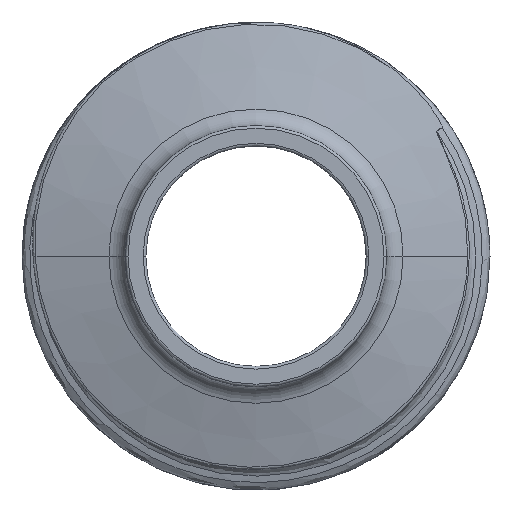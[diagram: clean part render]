
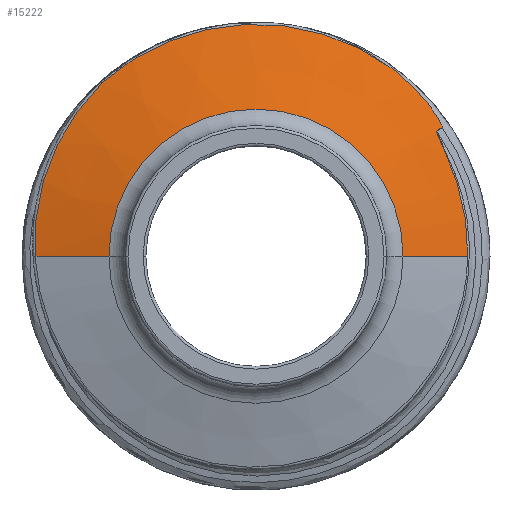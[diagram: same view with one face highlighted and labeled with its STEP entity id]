
A CAD part, left-side view. The second image highlights one B-rep face of the part: STEP entity #15222.
In plain terms, the highlighted conical face has half-angle 75 degrees and reference radius 17 mm.
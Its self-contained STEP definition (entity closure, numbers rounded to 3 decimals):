
#254 = VERTEX_POINT ( 'NONE', #569 ) ;
#569 = CARTESIAN_POINT ( 'NONE',  ( -12.04, -9.957, 13.596 ) ) ;
#590 = CARTESIAN_POINT ( 'NONE',  ( -12.08, -12.598, 10.974 ) ) ;
#651 = CARTESIAN_POINT ( 'NONE',  ( -12.057, 12.022, 11.729 ) ) ;
#656 = CARTESIAN_POINT ( 'NONE',  ( -12.13, -13.503, 9.507 ) ) ;
#710 = CARTESIAN_POINT ( 'NONE',  ( -12.11, -13.31, 9.902 ) ) ;
#768 = CARTESIAN_POINT ( 'NONE',  ( -12.142, -13.531, 9.393 ) ) ;
#1260 = CARTESIAN_POINT ( 'NONE',  ( -13.692, 0., 0. ) ) ;
#1767 = CARTESIAN_POINT ( 'NONE',  ( -13.692, -10.686, 0. ) ) ;
#1991 = DIRECTION ( 'NONE',  ( 1., 0., 0. ) ) ;
#2083 = CARTESIAN_POINT ( 'NONE',  ( -12.122, -13.446, 9.642 ) ) ;
#2480 = CARTESIAN_POINT ( 'NONE',  ( -12.322, -13.324, 8.488 ) ) ;
#3239 = DIRECTION ( 'NONE',  ( 0., 1., 0. ) ) ;
#3319 = CARTESIAN_POINT ( 'NONE',  ( -12.132, -13.513, 9.479 ) ) ;
#3494 = CARTESIAN_POINT ( 'NONE',  ( -12.04, 11.22, 12.573 ) ) ;
#3497 = CARTESIAN_POINT ( 'NONE',  ( -12.114, -13.367, 9.799 ) ) ;
#3612 = CARTESIAN_POINT ( 'NONE',  ( -12.163, 15.378, 5.71 ) ) ;
#3672 = CARTESIAN_POINT ( 'NONE',  ( -12., 17., 0. ) ) ;
#3699 = CARTESIAN_POINT ( 'NONE',  ( -12.373, -14.218, 6.494 ) ) ;
#3730 = VECTOR ( 'NONE', #11768, 1000. ) ;
#3879 = CARTESIAN_POINT ( 'NONE',  ( -12.04, 0., 0. ) ) ;
#4119 = VERTEX_POINT ( 'NONE', #4622 ) ;
#4358 = ORIENTED_EDGE ( 'NONE', *, *, #14440, .T. ) ;
#4622 = CARTESIAN_POINT ( 'NONE',  ( -12.253, 16.057, 0. ) ) ;
#4669 = CARTESIAN_POINT ( 'NONE',  ( -12.055, -11.379, 12.388 ) ) ;
#4747 = CARTESIAN_POINT ( 'NONE',  ( -12.433, -15.384, 0. ) ) ;
#4786 = CARTESIAN_POINT ( 'NONE',  ( -12.19, 15.799, 4.018 ) ) ;
#4845 = CARTESIAN_POINT ( 'NONE',  ( -12.11, 14.049, 8.896 ) ) ;
#4905 = CARTESIAN_POINT ( 'NONE',  ( -12.217, 16.066, 2.311 ) ) ;
#5002 = CARTESIAN_POINT ( 'NONE',  ( -12.275, -13.132, 9.095 ) ) ;
#5062 = CARTESIAN_POINT ( 'NONE',  ( -12.289, -13.118, 9.021 ) ) ;
#5324 = DIRECTION ( 'NONE',  ( 0., 1., 0. ) ) ;
#5332 = B_SPLINE_CURVE_WITH_KNOTS ( 'NONE', 3,
 ( #11310, #8774, #768, #11422, #7549, #3319, #656, #8828, #2083, #3497, #710, #12597, #8652, #590, #8891, #4669, #14006, #12644 ),
 .UNSPECIFIED., .F., .F.,
 ( 4, 2, 2, 2, 2, 2, 2, 2, 4 ),
 ( 0., 0., 0., 0., 0., 0.001, 0.001, 0.003, 0.006 ),
 .UNSPECIFIED. ) ;
#5354 = CARTESIAN_POINT ( 'NONE',  ( -12.147, -13.526, 9.365 ) ) ;
#5987 = CIRCLE ( 'NONE', #14260, 10.686 ) ;
#6028 = CARTESIAN_POINT ( 'NONE',  ( -13.692, 10.686, 0. ) ) ;
#6106 = CARTESIAN_POINT ( 'NONE',  ( -12.075, 12.754, 10.827 ) ) ;
#6281 = CARTESIAN_POINT ( 'NONE',  ( -12.253, 16.057, 0. ) ) ;
#6424 = CARTESIAN_POINT ( 'NONE',  ( -12.271, -13.144, 9.101 ) ) ;
#6760 = ORIENTED_EDGE ( 'NONE', *, *, #11701, .T. ) ;
#7120 = DIRECTION ( 'NONE',  ( 0.259, -0.966, 0. ) ) ;
#7426 = CARTESIAN_POINT ( 'NONE',  ( -12.084, 13.099, 10.354 ) ) ;
#7545 = CARTESIAN_POINT ( 'NONE',  ( -12.049, 11.633, 12.161 ) ) ;
#7549 = CARTESIAN_POINT ( 'NONE',  ( -12.136, -13.524, 9.437 ) ) ;
#7653 = ORIENTED_EDGE ( 'NONE', *, *, #10619, .F. ) ;
#7696 = CARTESIAN_POINT ( 'NONE',  ( -12.147, -13.526, 9.365 ) ) ;
#7847 = DIRECTION ( 'NONE',  ( 1., 0., 0. ) ) ;
#7912 = B_SPLINE_CURVE_WITH_KNOTS ( 'NONE', 3,
 ( #3494, #7545, #651, #6106, #7426, #4845, #14241, #8886, #3612, #16760, #4786, #4905, #15513, #6281 ),
 .UNSPECIFIED., .F., .F.,
 ( 4, 2, 2, 2, 2, 2, 4 ),
 ( 0., 0.002, 0.003, 0.007, 0.009, 0.01, 0.014 ),
 .UNSPECIFIED. ) ;
#8348 = LINE ( 'NONE', #3672, #3730 ) ;
#8559 = VERTEX_POINT ( 'NONE', #16449 ) ;
#8652 = CARTESIAN_POINT ( 'NONE',  ( -12.094, -13.002, 10.4 ) ) ;
#8774 = CARTESIAN_POINT ( 'NONE',  ( -12.144, -13.532, 9.377 ) ) ;
#8828 = CARTESIAN_POINT ( 'NONE',  ( -12.125, -13.47, 9.589 ) ) ;
#8886 = CARTESIAN_POINT ( 'NONE',  ( -12.154, 15.198, 6.261 ) ) ;
#8891 = CARTESIAN_POINT ( 'NONE',  ( -12.073, -12.305, 11.341 ) ) ;
#8980 = CARTESIAN_POINT ( 'NONE',  ( -12.214, -13.319, 9.222 ) ) ;
#9029 = ORIENTED_EDGE ( 'NONE', *, *, #10422, .T. ) ;
#9039 = CARTESIAN_POINT ( 'NONE',  ( -12.304, -13.157, 8.87 ) ) ;
#9203 = CARTESIAN_POINT ( 'NONE',  ( -12.292, -13.124, 8.995 ) ) ;
#9428 = ORIENTED_EDGE ( 'NONE', *, *, #11496, .T. ) ;
#9953 = EDGE_CURVE ( 'NONE', #10967, #10015, #11677, .T. ) ;
#10015 = VERTEX_POINT ( 'NONE', #4747 ) ;
#10306 = CARTESIAN_POINT ( 'NONE',  ( -12.281, -13.119, 9.073 ) ) ;
#10369 = AXIS2_PLACEMENT_3D ( 'NONE', #3879, #14403, #11857 ) ;
#10422 = EDGE_CURVE ( 'NONE', #14883, #254, #5332, .T. ) ;
#10537 = CARTESIAN_POINT ( 'NONE',  ( -12.349, -13.722, 7.639 ) ) ;
#10619 = EDGE_CURVE ( 'NONE', #10841, #4119, #8348, .T. ) ;
#10841 = VERTEX_POINT ( 'NONE', #6028 ) ;
#10967 = VERTEX_POINT ( 'NONE', #1767 ) ;
#11012 = AXIS2_PLACEMENT_3D ( 'NONE', #12662, #1991, #3239 ) ;
#11140 = CONICAL_SURFACE ( 'NONE', #11012, 17., 1.309 ) ;
#11300 = EDGE_CURVE ( 'NONE', #254, #8559, #16271, .T. ) ;
#11310 = CARTESIAN_POINT ( 'NONE',  ( -12.147, -13.526, 9.365 ) ) ;
#11422 = CARTESIAN_POINT ( 'NONE',  ( -12.138, -13.527, 9.422 ) ) ;
#11496 = EDGE_CURVE ( 'NONE', #8559, #4119, #7912, .T. ) ;
#11677 = LINE ( 'NONE', #13850, #11879 ) ;
#11679 = CARTESIAN_POINT ( 'NONE',  ( -12.34, -13.543, 8.015 ) ) ;
#11701 = EDGE_CURVE ( 'NONE', #10015, #14883, #17162, .T. ) ;
#11768 = DIRECTION ( 'NONE',  ( 0.259, 0.966, 0. ) ) ;
#11852 = CARTESIAN_POINT ( 'NONE',  ( -12.41, -15.136, 3.3 ) ) ;
#11857 = DIRECTION ( 'NONE',  ( 0., -1., 0. ) ) ;
#11879 = VECTOR ( 'NONE', #7120, 1000. ) ;
#12597 = CARTESIAN_POINT ( 'NONE',  ( -12.1, -13.131, 10.204 ) ) ;
#12644 = CARTESIAN_POINT ( 'NONE',  ( -12.04, -9.957, 13.596 ) ) ;
#12662 = CARTESIAN_POINT ( 'NONE',  ( -12., 0., 0. ) ) ;
#12970 = CARTESIAN_POINT ( 'NONE',  ( -12.384, -14.505, 5.716 ) ) ;
#13030 = CARTESIAN_POINT ( 'NONE',  ( -12.318, -13.281, 8.583 ) ) ;
#13506 = ORIENTED_EDGE ( 'NONE', *, *, #9953, .T. ) ;
#13850 = CARTESIAN_POINT ( 'NONE',  ( -12., -17., 0. ) ) ;
#14006 = CARTESIAN_POINT ( 'NONE',  ( -12.047, -10.697, 13.021 ) ) ;
#14241 = CARTESIAN_POINT ( 'NONE',  ( -12.127, 14.575, 7.873 ) ) ;
#14260 = AXIS2_PLACEMENT_3D ( 'NONE', #1260, #7847, #5324 ) ;
#14273 = CARTESIAN_POINT ( 'NONE',  ( -12.174, -13.443, 9.307 ) ) ;
#14398 = CARTESIAN_POINT ( 'NONE',  ( -12.283, -13.118, 9.06 ) ) ;
#14403 = DIRECTION ( 'NONE',  ( -1., 0., 0. ) ) ;
#14440 = EDGE_CURVE ( 'NONE', #10841, #10967, #5987, .T. ) ;
#14505 = CARTESIAN_POINT ( 'NONE',  ( -12.428, -15.401, 0.83 ) ) ;
#14883 = VERTEX_POINT ( 'NONE', #5354 ) ;
#15222 = ADVANCED_FACE ( 'NONE', ( #15319 ), #11140, .T. ) ;
#15319 = FACE_OUTER_BOUND ( 'NONE', #15434, .T. ) ;
#15434 = EDGE_LOOP ( 'NONE', ( #4358, #13506, #6760, #9029, #16704, #9428, #7653 ) ) ;
#15513 = CARTESIAN_POINT ( 'NONE',  ( -12.235, 16.124, 1.162 ) ) ;
#15610 = CARTESIAN_POINT ( 'NONE',  ( -12.255, -13.196, 9.136 ) ) ;
#15669 = CARTESIAN_POINT ( 'NONE',  ( -12.423, -15.354, 1.656 ) ) ;
#15780 = CARTESIAN_POINT ( 'NONE',  ( -12.309, -13.199, 8.774 ) ) ;
#16271 = CIRCLE ( 'NONE', #10369, 16.852 ) ;
#16449 = CARTESIAN_POINT ( 'NONE',  ( -12.04, 11.22, 12.573 ) ) ;
#16704 = ORIENTED_EDGE ( 'NONE', *, *, #11300, .T. ) ;
#16760 = CARTESIAN_POINT ( 'NONE',  ( -12.181, 15.68, 4.584 ) ) ;
#17025 = CARTESIAN_POINT ( 'NONE',  ( -12.433, -15.384, 0. ) ) ;
#17084 = CARTESIAN_POINT ( 'NONE',  ( -12.402, -14.963, 4.121 ) ) ;
#17162 = B_SPLINE_CURVE_WITH_KNOTS ( 'NONE', 3,
 ( #17025, #14505, #15669, #11852, #17084, #12970, #3699, #10537, #11679, #2480, #13030, #15780, #9039, #9203, #5062, #14398, #10306, #5002, #6424, #15610, #8980, #14273, #7696 ),
 .UNSPECIFIED., .F., .F.,
 ( 4, 2, 2, 2, 2, 2, 2, 2, 2, 2, 1, 4 ),
 ( 0.063, 0.065, 0.068, 0.07, 0.071, 0.072, 0.072, 0.072, 0.072, 0.072, 0.072, 0.073 ),
 .UNSPECIFIED. ) ;
